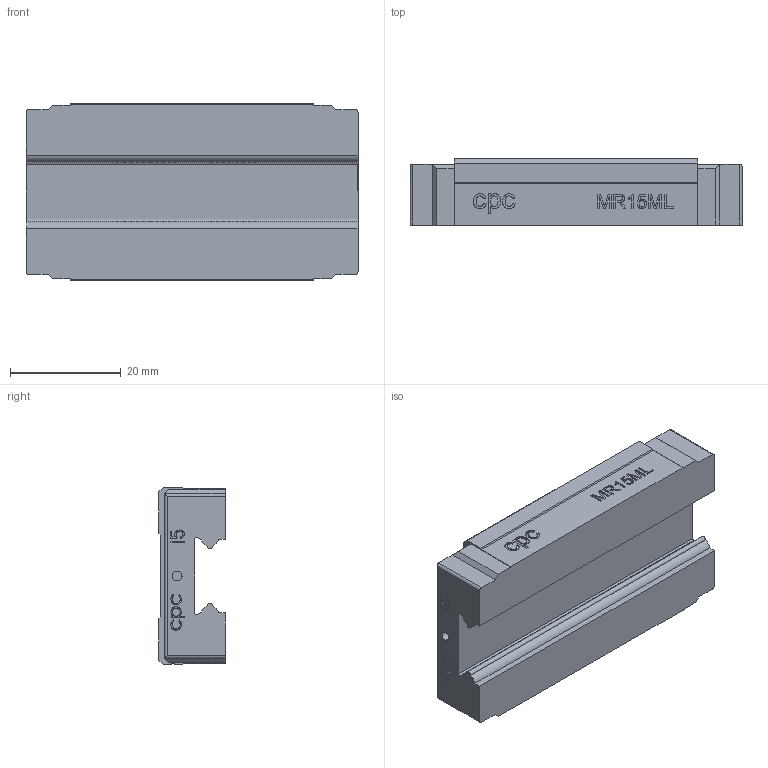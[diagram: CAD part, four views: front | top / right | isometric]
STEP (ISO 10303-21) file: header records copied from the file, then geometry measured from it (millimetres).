
FILE_DESCRIPTION (( 'STEP AP214' ), '1' );
FILE_NAME ('15ML-SS_ZZ-block.STEP', '2012-07-13T10:27:31', ( '' ), ( '' ), 'SwSTEP 2.0', 'SolidWorks 2010', '' );
FILE_SCHEMA (( 'AUTOMOTIVE_DESIGN' ));
Length unit declared in the file: millimetre
Products named in the file (1): 15ML-SS_ZZ-block
Bounding box: 60 x 12 x 32 mm (x, y, z)
Volume: 17612.4 mm3; surface area: 7042.4 mm2
Topology: 1 solids, 1 shells, 488 faces, 1312 edges, 862 vertices
Faces by surface type: plane 243, bspline 190, cylinder 39, cone 16
Entity records: 30102 total; most frequent: CARTESIAN_POINT 18693, ORIENTED_EDGE 2608, DIRECTION 1598, EDGE_CURVE 1304, VERTEX_POINT 862, LINE 840, VECTOR 840, EDGE_LOOP 532
